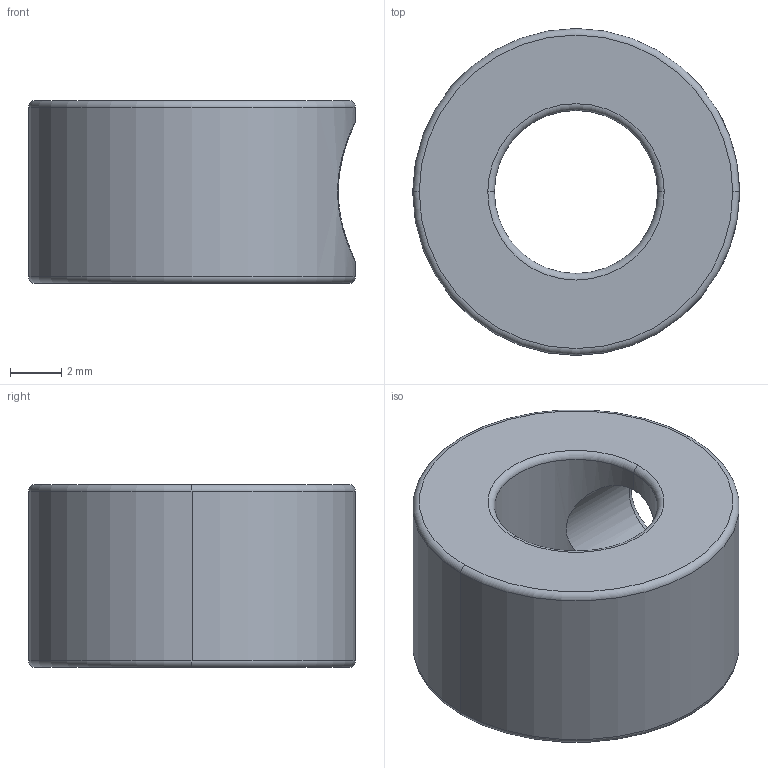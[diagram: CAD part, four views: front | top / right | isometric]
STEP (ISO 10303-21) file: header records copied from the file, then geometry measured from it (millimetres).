
FILE_DESCRIPTION (( 'STEP AP214' ), '1' );
FILE_NAME ('Lock Collar .25 inch.step', '2015-01-21T14:42:00', ( 'Mark' ), ( '' ), 'SwSTEP 2.0', 'SolidWorks 2013', '' );
FILE_SCHEMA (( 'AUTOMOTIVE_DESIGN' ));
Length unit declared in the file: inch
Products named in the file (1): Lock Collar .25 inch
Bounding box: 12.7 x 12.7 x 7.11 mm (x, y, z)
Volume: 608.5 mm3; surface area: 612.8 mm2
Topology: 1 solids, 1 shells, 18 faces, 44 edges, 26 vertices
Faces by surface type: torus 8, cylinder 6, bspline 2, plane 2
Entity records: 938 total; most frequent: CARTESIAN_POINT 473, DIRECTION 94, ORIENTED_EDGE 88, EDGE_CURVE 44, AXIS2_PLACEMENT_3D 43, CIRCLE 26, VERTEX_POINT 26, EDGE_LOOP 20
